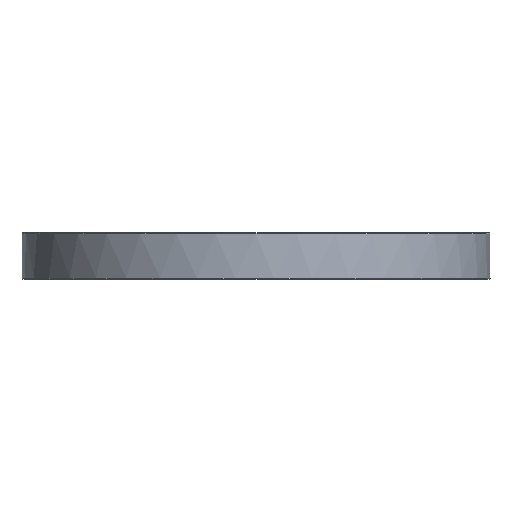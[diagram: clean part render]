
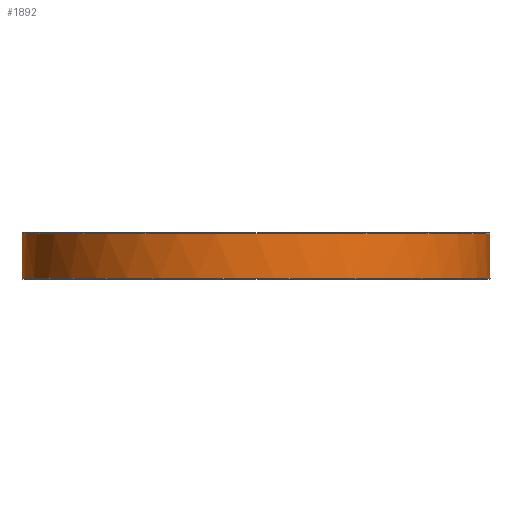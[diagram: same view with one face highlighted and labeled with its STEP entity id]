
A CAD part, front view. The second image highlights one B-rep face of the part: STEP entity #1892.
In plain terms, the highlighted cylindrical face has radius 126.5 mm (diameter 253 mm), a full revolution.
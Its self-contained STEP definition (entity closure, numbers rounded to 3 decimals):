
#1499=CARTESIAN_POINT('',(126.489,-1.658,24.5));
#1500=VERTEX_POINT('',#1499);
#1516=CARTESIAN_POINT('',(126.489,1.658,24.5));
#1517=VERTEX_POINT('',#1516);
#1518=CARTESIAN_POINT('',(126.489,1.658,24.5));
#1519=CARTESIAN_POINT('',(126.493,1.397,24.327));
#1520=CARTESIAN_POINT('',(126.496,1.103,24.192));
#1521=CARTESIAN_POINT('',(126.497,0.799,24.108));
#1522=CARTESIAN_POINT('',(126.499,0.592,24.051));
#1523=CARTESIAN_POINT('',(126.5,0.38,24.017));
#1524=CARTESIAN_POINT('',(126.5,0.173,24.005));
#1525=CARTESIAN_POINT('',(126.5,-0.003,23.995));
#1526=CARTESIAN_POINT('',(126.5,-0.175,24.));
#1527=CARTESIAN_POINT('',(126.5,-0.353,24.021));
#1528=CARTESIAN_POINT('',(126.498,-0.747,24.068));
#1529=CARTESIAN_POINT('',(126.495,-1.148,24.199));
#1530=CARTESIAN_POINT('',(126.491,-1.499,24.401));
#1531=CARTESIAN_POINT('',(126.49,-1.553,24.433));
#1532=CARTESIAN_POINT('',(126.49,-1.606,24.466));
#1533=CARTESIAN_POINT('',(126.489,-1.658,24.5));
#1534=B_SPLINE_CURVE_WITH_KNOTS('',3,(#1518,#1519,#1520,#1521,#1522,#1523,#1524,#1525,#1526,#1527,#1528,#1529,#1530,#1531,#1532,#1533),.UNSPECIFIED.,.F.,.U.,(4,3,3,3,3,4),(1.188,1.278,1.339,1.391,1.506,1.524),.UNSPECIFIED.);
#1535=EDGE_CURVE('',#1517,#1500,#1534,.T.);
#1720=CARTESIAN_POINT('',(-126.489,1.658,24.5));
#1721=VERTEX_POINT('',#1720);
#1722=CARTESIAN_POINT('',(0.0,0.0,24.5));
#1723=DIRECTION('',(0.0,0.0,1.0));
#1724=DIRECTION('',(-1.0,0.0,0.0));
#1725=AXIS2_PLACEMENT_3D('',#1722,#1723,#1724);
#1726=CIRCLE('',#1725,126.5);
#1727=EDGE_CURVE('',#1517,#1721,#1726,.T.);
#1755=CARTESIAN_POINT('',(-126.489,-1.658,24.5));
#1756=VERTEX_POINT('',#1755);
#1757=CARTESIAN_POINT('',(-126.489,-1.658,24.5));
#1758=CARTESIAN_POINT('',(-126.494,-1.323,24.278));
#1759=CARTESIAN_POINT('',(-126.497,-0.932,24.12));
#1760=CARTESIAN_POINT('',(-126.499,-0.538,24.049));
#1761=CARTESIAN_POINT('',(-126.5,-0.363,24.017));
#1762=CARTESIAN_POINT('',(-126.5,-0.188,24.001));
#1763=CARTESIAN_POINT('',(-126.5,-0.018,24.));
#1764=CARTESIAN_POINT('',(-126.5,0.156,23.999));
#1765=CARTESIAN_POINT('',(-126.5,0.334,24.013));
#1766=CARTESIAN_POINT('',(-126.499,0.513,24.044));
#1767=CARTESIAN_POINT('',(-126.497,0.916,24.114));
#1768=CARTESIAN_POINT('',(-126.494,1.316,24.273));
#1769=CARTESIAN_POINT('',(-126.489,1.658,24.5));
#1770=B_SPLINE_CURVE_WITH_KNOTS('',3,(#1757,#1758,#1759,#1760,#1761,#1762,#1763,#1764,#1765,#1766,#1767,#1768,#1769),.UNSPECIFIED.,.F.,.U.,(4,3,3,3,4),(0.284,0.399,0.45,0.502,0.62),.UNSPECIFIED.);
#1771=EDGE_CURVE('',#1756,#1721,#1770,.T.);
#1857=CARTESIAN_POINT('',(126.5,0.,0.5));
#1858=VERTEX_POINT('',#1857);
#1859=CARTESIAN_POINT('',(0.0,0.0,0.5));
#1860=DIRECTION('',(0.0,0.0,-1.0));
#1861=DIRECTION('',(-1.0,0.0,0.0));
#1862=AXIS2_PLACEMENT_3D('',#1859,#1860,#1861);
#1863=CIRCLE('',#1862,126.5);
#1864=EDGE_CURVE('',#1858,#1858,#1863,.T.);
#1872=CARTESIAN_POINT('',(0.0,0.0,0.0));
#1873=DIRECTION('',(0.0,0.0,1.0));
#1874=DIRECTION('',(-1.0,0.0,0.0));
#1875=AXIS2_PLACEMENT_3D('',#1872,#1873,#1874);
#1876=CYLINDRICAL_SURFACE('',#1875,126.5);
#1877=ORIENTED_EDGE('',*,*,#1535,.T.);
#1878=CARTESIAN_POINT('',(0.0,0.0,24.5));
#1879=DIRECTION('',(0.0,0.0,1.0));
#1880=DIRECTION('',(-1.0,0.0,0.0));
#1881=AXIS2_PLACEMENT_3D('',#1878,#1879,#1880);
#1882=CIRCLE('',#1881,126.5);
#1883=EDGE_CURVE('',#1756,#1500,#1882,.T.);
#1884=ORIENTED_EDGE('',*,*,#1883,.F.);
#1885=ORIENTED_EDGE('',*,*,#1771,.T.);
#1886=ORIENTED_EDGE('',*,*,#1727,.F.);
#1887=EDGE_LOOP('',(#1877,#1884,#1885,#1886));
#1888=FACE_OUTER_BOUND('',#1887,.T.);
#1889=ORIENTED_EDGE('',*,*,#1864,.F.);
#1890=EDGE_LOOP('',(#1889));
#1891=FACE_BOUND('',#1890,.T.);
#1892=ADVANCED_FACE('',(#1888,#1891),#1876,.T.);
